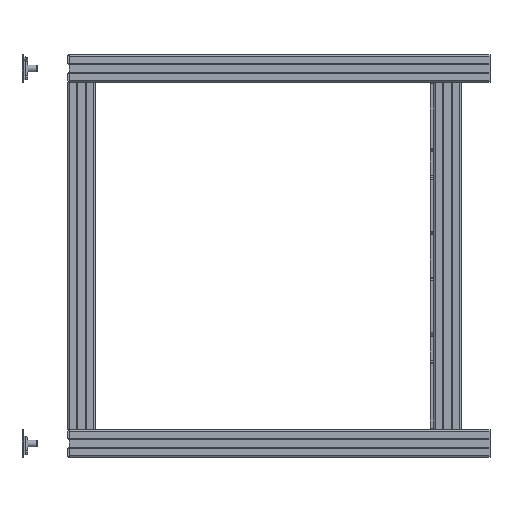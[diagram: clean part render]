
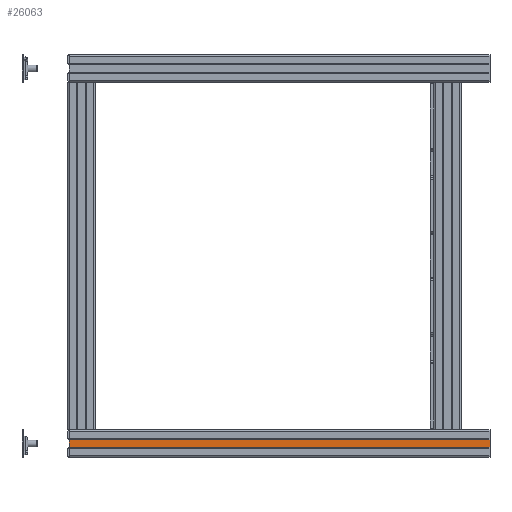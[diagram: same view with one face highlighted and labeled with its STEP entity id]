
A CAD part, left-side view. The second image highlights one B-rep face of the part: STEP entity #26063.
In plain terms, the highlighted planar face has unit normal (-1, 0, 0).
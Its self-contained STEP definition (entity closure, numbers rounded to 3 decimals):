
#1254=FACE_OUTER_BOUND('',#2613,.T.);
#2613=EDGE_LOOP('',(#17317,#17318,#17319,#17320));
#4176=LINE('',#37047,#7433);
#4177=LINE('',#37050,#7434);
#4178=LINE('',#37052,#7435);
#4179=LINE('',#37053,#7436);
#7433=VECTOR('',#29707,10.);
#7434=VECTOR('',#29710,10.);
#7435=VECTOR('',#29711,10.);
#7436=VECTOR('',#29712,10.);
#10680=VERTEX_POINT('',#37043);
#10681=VERTEX_POINT('',#37045);
#10682=VERTEX_POINT('',#37049);
#10683=VERTEX_POINT('',#37051);
#13338=EDGE_CURVE('',#10680,#10681,#4176,.T.);
#13339=EDGE_CURVE('',#10680,#10682,#4177,.T.);
#13340=EDGE_CURVE('',#10683,#10681,#4178,.T.);
#13341=EDGE_CURVE('',#10682,#10683,#4179,.T.);
#17317=ORIENTED_EDGE('',*,*,#13339,.F.);
#17318=ORIENTED_EDGE('',*,*,#13338,.T.);
#17319=ORIENTED_EDGE('',*,*,#13340,.F.);
#17320=ORIENTED_EDGE('',*,*,#13341,.F.);
#25027=PLANE('',#27486);
#26063=ADVANCED_FACE('',(#1254),#25027,.T.);
#27486=AXIS2_PLACEMENT_3D('',#37048,#29708,#29709);
#29707=DIRECTION('',(0.,1.,0.));
#29708=DIRECTION('center_axis',(-1.,0.,0.));
#29709=DIRECTION('ref_axis',(0.,0.,1.));
#29710=DIRECTION('',(0.,0.,-1.));
#29711=DIRECTION('',(0.,0.,1.));
#29712=DIRECTION('',(0.,1.,0.));
#37043=CARTESIAN_POINT('',(-5.514,0.,4.1));
#37045=CARTESIAN_POINT('',(-5.514,460.,4.1));
#37047=CARTESIAN_POINT('',(-5.514,0.,4.1));
#37048=CARTESIAN_POINT('Origin',(-5.514,0.,-4.1));
#37049=CARTESIAN_POINT('',(-5.514,0.,-4.1));
#37050=CARTESIAN_POINT('',(-5.514,0.,4.1));
#37051=CARTESIAN_POINT('',(-5.514,460.,-4.1));
#37052=CARTESIAN_POINT('',(-5.514,460.,4.1));
#37053=CARTESIAN_POINT('',(-5.514,0.,-4.1));
